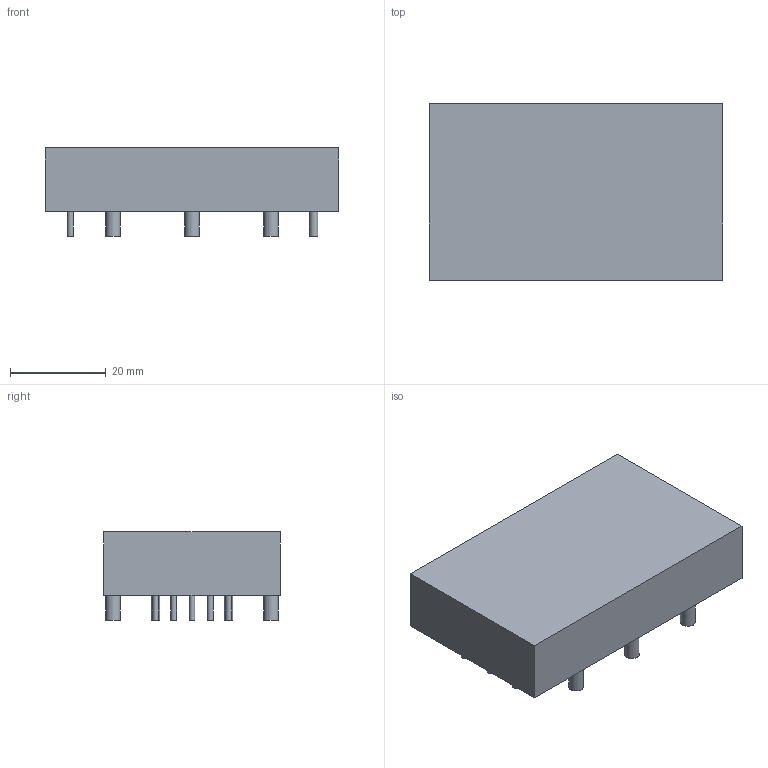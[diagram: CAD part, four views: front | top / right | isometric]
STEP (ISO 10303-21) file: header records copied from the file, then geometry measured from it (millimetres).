
FILE_DESCRIPTION(('FreeCAD Model'),'2;1');
FILE_NAME('11465351.1.3.stp','2023-05-23T09:24:49',( 'Author'),(''),'Open CASCADE STEP processor 6.9','FreeCAD','Unknown' );
FILE_SCHEMA(('AUTOMOTIVE_DESIGN { 1 0 10303 214 1 1 1 1 }'));
Length unit declared in the file: millimetre
Products named in the file (3): ASSEMBLY; Body; Leads
Assembly tree (2 placements, depth 2):
  ASSEMBLY
    Body
    Leads
Bounding box: 61.2 x 36.8 x 18.44 mm (x, y, z)
Volume: 30333.9 mm3; surface area: 7702.1 mm2
Topology: 15 solids, 15 shells, 48 faces, 54 edges, 36 vertices
Faces by surface type: plane 34, cylinder 14
Full cylindrical faces by diameter (mm): 1.197 x6, 1.756 x2, 3.1 x6
Entity records: 1785 total; most frequent: DIRECTION 292, CARTESIAN_POINT 249, ORIENTED_EDGE 108, PCURVE 108, DEFINITIONAL_REPRESENTATION 108, LINE 106, VECTOR 106, AXIS2_PLACEMENT_3D 79
